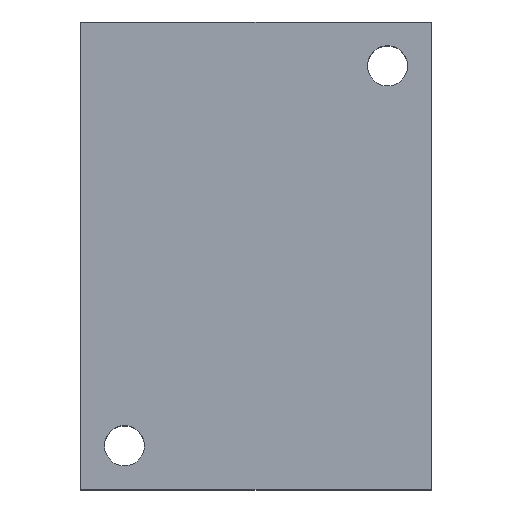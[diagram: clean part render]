
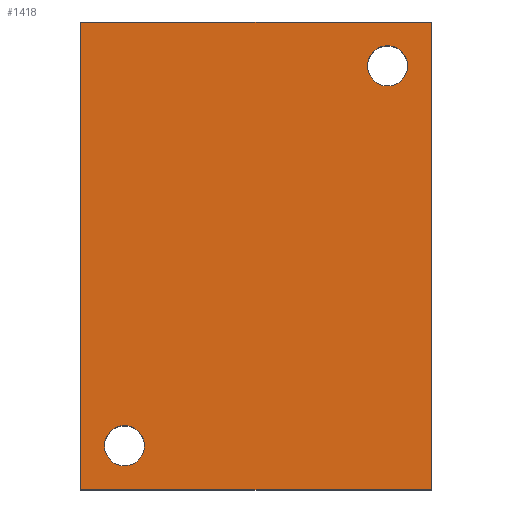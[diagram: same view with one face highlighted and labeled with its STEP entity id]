
A CAD part, top view. The second image highlights one B-rep face of the part: STEP entity #1418.
In plain terms, the highlighted planar face has unit normal (0, 0, 1).
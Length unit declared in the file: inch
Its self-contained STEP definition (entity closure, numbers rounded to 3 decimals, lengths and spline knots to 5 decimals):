
#93=DIRECTION('',(0.,-1.,0.));
#94=VECTOR('',#93,4.);
#95=CARTESIAN_POINT('',(0.,0.,1.75));
#96=LINE('',#95,#94);
#97=DIRECTION('',(-1.,0.,0.));
#98=VECTOR('',#97,3.);
#99=CARTESIAN_POINT('',(3.,0.,1.75));
#100=LINE('',#99,#98);
#101=DIRECTION('',(0.,1.,0.));
#102=VECTOR('',#101,4.);
#103=CARTESIAN_POINT('',(3.,-4.,1.75));
#104=LINE('',#103,#102);
#105=DIRECTION('',(1.,0.,0.));
#106=VECTOR('',#105,3.);
#107=CARTESIAN_POINT('',(0.,-4.,1.75));
#108=LINE('',#107,#106);
#109=CARTESIAN_POINT('',(2.625,-0.375,1.75));
#110=DIRECTION('',(0.,0.,-1.));
#111=DIRECTION('',(-1.,0.,0.));
#112=AXIS2_PLACEMENT_3D('',#109,#110,#111);
#114=CARTESIAN_POINT('',(2.625,-0.375,1.75));
#115=DIRECTION('',(0.,0.,-1.));
#116=DIRECTION('',(1.,0.,0.));
#117=AXIS2_PLACEMENT_3D('',#114,#115,#116);
#119=CARTESIAN_POINT('',(0.375,-3.625,1.75));
#120=DIRECTION('',(0.,0.,-1.));
#121=DIRECTION('',(-1.,0.,0.));
#122=AXIS2_PLACEMENT_3D('',#119,#120,#121);
#124=CARTESIAN_POINT('',(0.375,-3.625,1.75));
#125=DIRECTION('',(0.,0.,-1.));
#126=DIRECTION('',(1.,0.,0.));
#127=AXIS2_PLACEMENT_3D('',#124,#125,#126);
#1127=CARTESIAN_POINT('',(0.,0.,1.75));
#1128=CARTESIAN_POINT('',(0.,-4.,1.75));
#1129=VERTEX_POINT('',#1127);
#1130=VERTEX_POINT('',#1128);
#1131=CARTESIAN_POINT('',(3.,-4.,1.75));
#1132=VERTEX_POINT('',#1131);
#1133=CARTESIAN_POINT('',(3.,0.,1.75));
#1134=VERTEX_POINT('',#1133);
#1139=CARTESIAN_POINT('',(2.453,-0.375,1.75));
#1140=CARTESIAN_POINT('',(2.797,-0.375,1.75));
#1141=VERTEX_POINT('',#1139);
#1142=VERTEX_POINT('',#1140);
#1147=CARTESIAN_POINT('',(0.203,-3.625,1.75));
#1148=CARTESIAN_POINT('',(0.547,-3.625,1.75));
#1149=VERTEX_POINT('',#1147);
#1150=VERTEX_POINT('',#1148);
#1395=CARTESIAN_POINT('',(0.,0.,1.75));
#1396=DIRECTION('',(0.,0.,1.));
#1397=DIRECTION('',(1.,0.,0.));
#1398=AXIS2_PLACEMENT_3D('',#1395,#1396,#1397);
#1399=PLANE('',#1398);
#1400=ORIENTED_EDGE('',*,*,#1323,.F.);
#1401=ORIENTED_EDGE('',*,*,#1344,.F.);
#1402=ORIENTED_EDGE('',*,*,#1364,.F.);
#1403=ORIENTED_EDGE('',*,*,#1383,.F.);
#1404=EDGE_LOOP('',(#1400,#1401,#1402,#1403));
#1405=FACE_OUTER_BOUND('',#1404,.F.);
#1407=ORIENTED_EDGE('',*,*,#1406,.F.);
#1409=ORIENTED_EDGE('',*,*,#1408,.F.);
#1410=EDGE_LOOP('',(#1407,#1409));
#1411=FACE_BOUND('',#1410,.F.);
#1413=ORIENTED_EDGE('',*,*,#1412,.F.);
#1415=ORIENTED_EDGE('',*,*,#1414,.F.);
#1416=EDGE_LOOP('',(#1413,#1415));
#1417=FACE_BOUND('',#1416,.F.);
#1418=ADVANCED_FACE('',(#1405,#1411,#1417),#1399,.T.);
#113=CIRCLE('',#112,0.172);
#118=CIRCLE('',#117,0.172);
#123=CIRCLE('',#122,0.172);
#128=CIRCLE('',#127,0.172);
#1323=EDGE_CURVE('',#1129,#1130,#96,.T.);
#1344=EDGE_CURVE('',#1134,#1129,#100,.T.);
#1364=EDGE_CURVE('',#1132,#1134,#104,.T.);
#1383=EDGE_CURVE('',#1130,#1132,#108,.T.);
#1406=EDGE_CURVE('',#1141,#1142,#113,.T.);
#1408=EDGE_CURVE('',#1142,#1141,#118,.T.);
#1412=EDGE_CURVE('',#1149,#1150,#123,.T.);
#1414=EDGE_CURVE('',#1150,#1149,#128,.T.);
